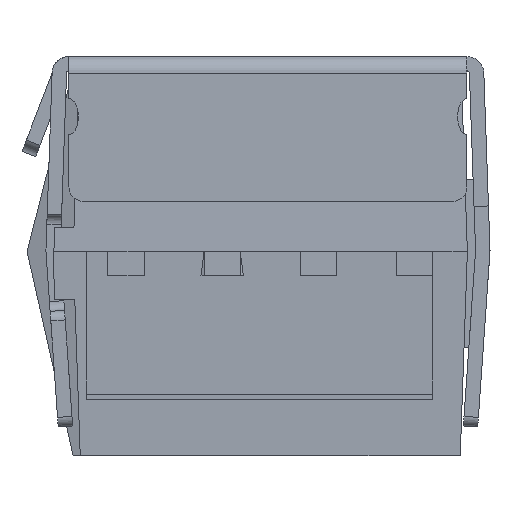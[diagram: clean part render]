
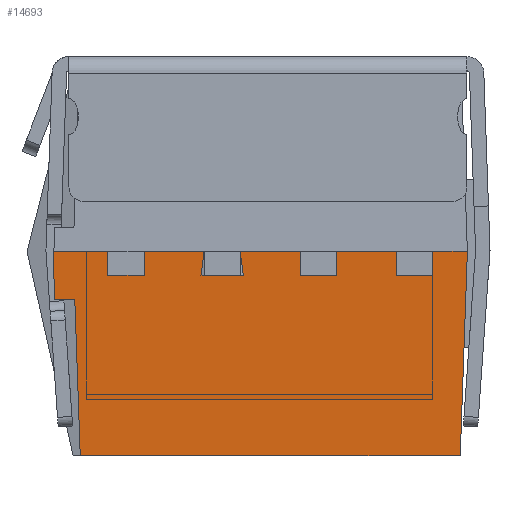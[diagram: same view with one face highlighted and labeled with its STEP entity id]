
A CAD part, left-side view. The second image highlights one B-rep face of the part: STEP entity #14693.
In plain terms, the highlighted planar face has unit normal (-0.999, 0, -0.035).
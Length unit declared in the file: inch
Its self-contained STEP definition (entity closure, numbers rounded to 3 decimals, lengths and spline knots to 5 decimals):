
#14441=CARTESIAN_POINT('',(-0.1845,-0.0815,0.01));
#14442=VERTEX_POINT('',#14441);
#14443=CARTESIAN_POINT('',(-0.1845,-0.067,0.01));
#14444=VERTEX_POINT('',#14443);
#14445=CARTESIAN_POINT('',(-0.1845,-0.0815,0.01));
#14446=DIRECTION('',(0.,1.0,0.));
#14447=VECTOR('',#14446,0.0145);
#14448=LINE('',#14445,#14447);
#14449=EDGE_CURVE('',#14442,#14444,#14448,.T.);
#14474=CARTESIAN_POINT('',(-0.1845,0.0905,0.01));
#14475=VERTEX_POINT('',#14474);
#14482=CARTESIAN_POINT('',(-0.1845,0.068,0.01));
#14483=VERTEX_POINT('',#14482);
#14484=CARTESIAN_POINT('',(-0.1845,0.068,0.01));
#14485=DIRECTION('',(0.,1.0,0.));
#14486=VECTOR('',#14485,0.0225);
#14487=LINE('',#14484,#14486);
#14488=EDGE_CURVE('',#14483,#14475,#14487,.T.);
#14490=CARTESIAN_POINT('',(-0.1845,0.053,0.01));
#14491=VERTEX_POINT('',#14490);
#14498=CARTESIAN_POINT('',(-0.1845,0.028,0.01));
#14499=VERTEX_POINT('',#14498);
#14500=CARTESIAN_POINT('',(-0.1845,0.028,0.01));
#14501=DIRECTION('',(0.,1.0,0.));
#14502=VECTOR('',#14501,0.025);
#14503=LINE('',#14500,#14502);
#14504=EDGE_CURVE('',#14499,#14491,#14503,.T.);
#14506=CARTESIAN_POINT('',(-0.1845,0.013,0.01));
#14507=VERTEX_POINT('',#14506);
#14514=CARTESIAN_POINT('',(-0.1845,-0.012,0.01));
#14515=VERTEX_POINT('',#14514);
#14516=CARTESIAN_POINT('',(-0.1845,-0.012,0.01));
#14517=DIRECTION('',(0.,1.0,0.));
#14518=VECTOR('',#14517,0.025);
#14519=LINE('',#14516,#14518);
#14520=EDGE_CURVE('',#14515,#14507,#14519,.T.);
#14522=CARTESIAN_POINT('',(-0.1845,-0.027,0.01));
#14523=VERTEX_POINT('',#14522);
#14530=CARTESIAN_POINT('',(-0.1845,-0.052,0.01));
#14531=VERTEX_POINT('',#14530);
#14532=CARTESIAN_POINT('',(-0.1845,-0.052,0.01));
#14533=DIRECTION('',(0.,1.0,0.));
#14534=VECTOR('',#14533,0.025);
#14535=LINE('',#14532,#14534);
#14536=EDGE_CURVE('',#14531,#14523,#14535,.T.);
#14547=CARTESIAN_POINT('',(-0.18153,0.0005,-0.07495));
#14548=DIRECTION('',(-0.999,0.,-0.035));
#14549=DIRECTION('',(0.035,0.,-0.999));
#14550=AXIS2_PLACEMENT_3D('',#14547,#14548,#14549);
#14551=PLANE('',#14550);
#14552=CARTESIAN_POINT('',(-0.18415,-0.052,0.0));
#14553=VERTEX_POINT('',#14552);
#14554=CARTESIAN_POINT('',(-0.1845,-0.052,0.01));
#14555=DIRECTION('',(0.035,0.0,-0.999));
#14556=VECTOR('',#14555,0.01001);
#14557=LINE('',#14554,#14556);
#14558=EDGE_CURVE('',#14531,#14553,#14557,.T.);
#14559=ORIENTED_EDGE('',*,*,#14558,.F.);
#14560=ORIENTED_EDGE('',*,*,#14536,.T.);
#14561=CARTESIAN_POINT('',(-0.18415,-0.027,0.0));
#14562=VERTEX_POINT('',#14561);
#14563=CARTESIAN_POINT('',(-0.18415,-0.027,0.0));
#14564=DIRECTION('',(-0.035,0.0,0.999));
#14565=VECTOR('',#14564,0.01001);
#14566=LINE('',#14563,#14565);
#14567=EDGE_CURVE('',#14562,#14523,#14566,.T.);
#14568=ORIENTED_EDGE('',*,*,#14567,.F.);
#14569=CARTESIAN_POINT('',(-0.18415,-0.012,0.0));
#14570=VERTEX_POINT('',#14569);
#14571=CARTESIAN_POINT('',(-0.18415,-0.012,0.0));
#14572=DIRECTION('',(0.,-1.0,0.0));
#14573=VECTOR('',#14572,0.015);
#14574=LINE('',#14571,#14573);
#14575=EDGE_CURVE('',#14570,#14562,#14574,.T.);
#14576=ORIENTED_EDGE('',*,*,#14575,.F.);
#14577=CARTESIAN_POINT('',(-0.1845,-0.012,0.01));
#14578=DIRECTION('',(0.035,0.0,-0.999));
#14579=VECTOR('',#14578,0.01001);
#14580=LINE('',#14577,#14579);
#14581=EDGE_CURVE('',#14515,#14570,#14580,.T.);
#14582=ORIENTED_EDGE('',*,*,#14581,.F.);
#14583=ORIENTED_EDGE('',*,*,#14520,.T.);
#14584=CARTESIAN_POINT('',(-0.18415,0.0117,0.0));
#14585=VERTEX_POINT('',#14584);
#14586=CARTESIAN_POINT('',(-0.18415,0.0117,0.0));
#14587=DIRECTION('',(-0.035,0.129,0.991));
#14588=VECTOR('',#14587,0.01009);
#14589=LINE('',#14586,#14588);
#14590=EDGE_CURVE('',#14585,#14507,#14589,.T.);
#14591=ORIENTED_EDGE('',*,*,#14590,.F.);
#14592=CARTESIAN_POINT('',(-0.18415,0.0293,0.0));
#14593=VERTEX_POINT('',#14592);
#14594=CARTESIAN_POINT('',(-0.18415,0.0293,0.0));
#14595=DIRECTION('',(0.,-1.0,0.0));
#14596=VECTOR('',#14595,0.01761);
#14597=LINE('',#14594,#14596);
#14598=EDGE_CURVE('',#14593,#14585,#14597,.T.);
#14599=ORIENTED_EDGE('',*,*,#14598,.F.);
#14600=CARTESIAN_POINT('',(-0.1845,0.028,0.01));
#14601=DIRECTION('',(0.035,0.129,-0.991));
#14602=VECTOR('',#14601,0.01009);
#14603=LINE('',#14600,#14602);
#14604=EDGE_CURVE('',#14499,#14593,#14603,.T.);
#14605=ORIENTED_EDGE('',*,*,#14604,.F.);
#14606=ORIENTED_EDGE('',*,*,#14504,.T.);
#14607=CARTESIAN_POINT('',(-0.18415,0.053,0.0));
#14608=VERTEX_POINT('',#14607);
#14609=CARTESIAN_POINT('',(-0.18415,0.053,0.0));
#14610=DIRECTION('',(-0.035,0.0,0.999));
#14611=VECTOR('',#14610,0.01001);
#14612=LINE('',#14609,#14611);
#14613=EDGE_CURVE('',#14608,#14491,#14612,.T.);
#14614=ORIENTED_EDGE('',*,*,#14613,.F.);
#14615=CARTESIAN_POINT('',(-0.18415,0.068,0.0));
#14616=VERTEX_POINT('',#14615);
#14617=CARTESIAN_POINT('',(-0.18415,0.068,0.0));
#14618=DIRECTION('',(0.,-1.0,0.0));
#14619=VECTOR('',#14618,0.015);
#14620=LINE('',#14617,#14619);
#14621=EDGE_CURVE('',#14616,#14608,#14620,.T.);
#14622=ORIENTED_EDGE('',*,*,#14621,.F.);
#14623=CARTESIAN_POINT('',(-0.1845,0.068,0.01));
#14624=DIRECTION('',(0.035,0.0,-0.999));
#14625=VECTOR('',#14624,0.01001);
#14626=LINE('',#14623,#14625);
#14627=EDGE_CURVE('',#14483,#14616,#14626,.T.);
#14628=ORIENTED_EDGE('',*,*,#14627,.F.);
#14629=ORIENTED_EDGE('',*,*,#14488,.T.);
#14630=CARTESIAN_POINT('',(-0.18433,0.09067,0.005));
#14631=VERTEX_POINT('',#14630);
#14632=CARTESIAN_POINT('',(-0.18433,0.09067,0.005));
#14633=DIRECTION('',(-0.035,-0.035,0.999));
#14634=VECTOR('',#14633,0.00501);
#14635=LINE('',#14632,#14634);
#14636=EDGE_CURVE('',#14475,#14631,#14635,.F.);
#14637=ORIENTED_EDGE('',*,*,#14636,.T.);
#14638=CARTESIAN_POINT('',(-0.1838,0.09015,-0.01));
#14639=VERTEX_POINT('',#14638);
#14640=CARTESIAN_POINT('',(-0.18433,0.09067,0.005));
#14641=DIRECTION('',(0.035,-0.035,-0.999));
#14642=VECTOR('',#14641,0.01502);
#14643=LINE('',#14640,#14642);
#14644=EDGE_CURVE('',#14631,#14639,#14643,.T.);
#14645=ORIENTED_EDGE('',*,*,#14644,.T.);
#14646=CARTESIAN_POINT('',(-0.1838,0.0818,-0.01));
#14647=VERTEX_POINT('',#14646);
#14648=CARTESIAN_POINT('',(-0.1838,0.0818,-0.01));
#14649=DIRECTION('',(0.,1.0,0.));
#14650=VECTOR('',#14649,0.00835);
#14651=LINE('',#14648,#14650);
#14652=EDGE_CURVE('',#14647,#14639,#14651,.T.);
#14653=ORIENTED_EDGE('',*,*,#14652,.F.);
#14654=CARTESIAN_POINT('',(-0.18153,0.07953,-0.075));
#14655=VERTEX_POINT('',#14654);
#14656=CARTESIAN_POINT('',(-0.1838,0.0818,-0.01));
#14657=DIRECTION('',(0.035,-0.035,-0.999));
#14658=VECTOR('',#14657,0.06508);
#14659=LINE('',#14656,#14658);
#14660=EDGE_CURVE('',#14647,#14655,#14659,.T.);
#14661=ORIENTED_EDGE('',*,*,#14660,.T.);
#14662=CARTESIAN_POINT('',(-0.18153,-0.07853,-0.075));
#14663=VERTEX_POINT('',#14662);
#14664=CARTESIAN_POINT('',(-0.18153,0.07953,-0.075));
#14665=DIRECTION('',(0.,-1.,0.));
#14666=VECTOR('',#14665,0.15806);
#14667=LINE('',#14664,#14666);
#14668=EDGE_CURVE('',#14663,#14655,#14667,.F.);
#14669=ORIENTED_EDGE('',*,*,#14668,.F.);
#14670=CARTESIAN_POINT('',(-0.1845,-0.0815,0.01));
#14671=DIRECTION('',(0.035,0.035,-0.999));
#14672=VECTOR('',#14671,0.0851);
#14673=LINE('',#14670,#14672);
#14674=EDGE_CURVE('',#14663,#14442,#14673,.F.);
#14675=ORIENTED_EDGE('',*,*,#14674,.T.);
#14676=ORIENTED_EDGE('',*,*,#14449,.T.);
#14677=CARTESIAN_POINT('',(-0.18415,-0.067,0.0));
#14678=VERTEX_POINT('',#14677);
#14679=CARTESIAN_POINT('',(-0.18415,-0.067,0.));
#14680=DIRECTION('',(-0.035,0.,0.999));
#14681=VECTOR('',#14680,0.01001);
#14682=LINE('',#14679,#14681);
#14683=EDGE_CURVE('',#14678,#14444,#14682,.T.);
#14684=ORIENTED_EDGE('',*,*,#14683,.F.);
#14685=CARTESIAN_POINT('',(-0.18415,-0.052,0.0));
#14686=DIRECTION('',(0.,-1.0,0.0));
#14687=VECTOR('',#14686,0.015);
#14688=LINE('',#14685,#14687);
#14689=EDGE_CURVE('',#14553,#14678,#14688,.T.);
#14690=ORIENTED_EDGE('',*,*,#14689,.F.);
#14691=EDGE_LOOP('',(#14559,#14560,#14568,#14576,#14582,#14583,#14591,#14599,#14605,#14606,#14614,#14622,#14628,#14629,#14637,#14645,#14653,#14661,#14669,#14675,#14676,#14684,#14690));
#14692=FACE_OUTER_BOUND('',#14691,.T.);
#14693=ADVANCED_FACE('',(#14692),#14551,.T.);
